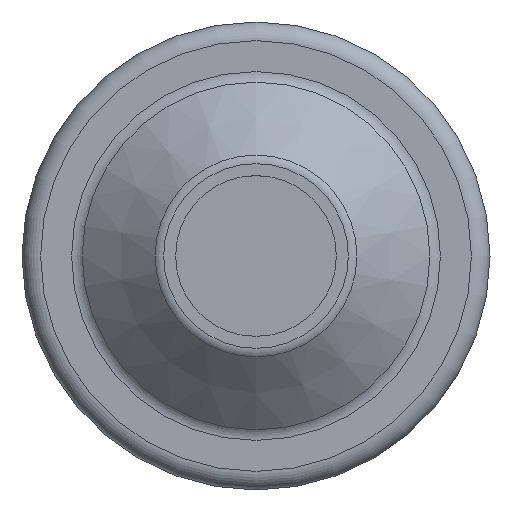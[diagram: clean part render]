
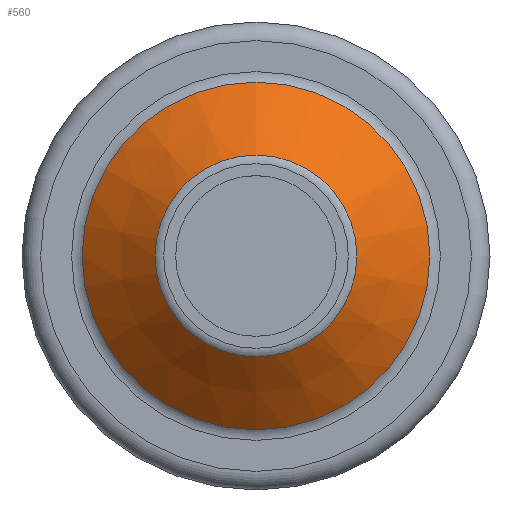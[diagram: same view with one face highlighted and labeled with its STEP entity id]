
A CAD part, left-side view. The second image highlights one B-rep face of the part: STEP entity #560.
In plain terms, the highlighted conical face has half-angle 49 degrees and reference radius 20.034 mm.
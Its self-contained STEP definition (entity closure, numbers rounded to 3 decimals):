
#490=CARTESIAN_POINT('',(-16.562,0.,20.034));
#491=VERTEX_POINT('',#490);
#492=CARTESIAN_POINT('',(-16.562,0.,-20.034));
#493=VERTEX_POINT('',#492);
#494=CARTESIAN_POINT('',(-16.562,0.,0.));
#495=DIRECTION('',(1.,-0.,-0.));
#496=DIRECTION('',(-0.,0.,-1.));
#497=AXIS2_PLACEMENT_3D('',#494,#495,#496);
#498=CIRCLE('',#497,20.034);
#499=EDGE_CURVE('NONE',#491,#493,#498,.T.);
#501=CARTESIAN_POINT('',(-16.562,0.,0.));
#502=DIRECTION('',(1.,-0.,-0.));
#503=DIRECTION('',(-0.,0.,-1.));
#504=AXIS2_PLACEMENT_3D('',#501,#502,#503);
#505=CIRCLE('',#504,20.034);
#506=EDGE_CURVE('NONE',#493,#491,#505,.T.);
#531=CARTESIAN_POINT('',(-16.562,0.,0.));
#532=DIRECTION('',(1.,-0.,-0.));
#533=DIRECTION('',(-0.,0.,-1.));
#534=AXIS2_PLACEMENT_3D('',#531,#532,#533);
#535=CONICAL_SURFACE('',#534,20.034,49.);
#536=CARTESIAN_POINT('',(-3.985,-0.,34.502));
#537=VERTEX_POINT('',#536);
#538=CARTESIAN_POINT('',(-3.985,-0.,-34.502));
#539=VERTEX_POINT('',#538);
#540=CARTESIAN_POINT('',(-3.985,0.,0.));
#541=DIRECTION('',(1.,-0.,-0.));
#542=DIRECTION('',(-0.,0.,-1.));
#543=AXIS2_PLACEMENT_3D('',#540,#541,#542);
#544=CIRCLE('',#543,34.502);
#545=EDGE_CURVE('NONE',#537,#539,#544,.T.);
#546=ORIENTED_EDGE('',*,*,#545,.F.);
#547=CARTESIAN_POINT('',(-3.985,0.,0.));
#548=DIRECTION('',(1.,-0.,-0.));
#549=DIRECTION('',(-0.,0.,-1.));
#550=AXIS2_PLACEMENT_3D('',#547,#548,#549);
#551=CIRCLE('',#550,34.502);
#552=EDGE_CURVE('NONE',#539,#537,#551,.T.);
#553=ORIENTED_EDGE('',*,*,#552,.F.);
#554=EDGE_LOOP('',(#546,#553));
#555=FACE_BOUND('',#554,.T.);
#556=ORIENTED_EDGE('',*,*,#506,.T.);
#557=ORIENTED_EDGE('',*,*,#499,.T.);
#558=EDGE_LOOP('',(#556,#557));
#559=FACE_BOUND('',#558,.T.);
#560=ADVANCED_FACE('NONE',(#555,#559),#535,.T.);
